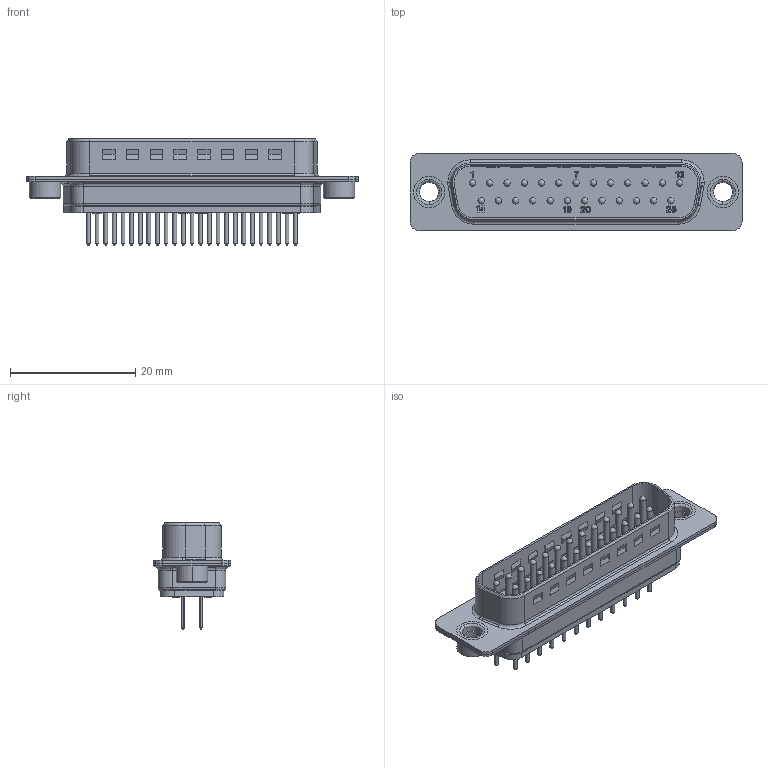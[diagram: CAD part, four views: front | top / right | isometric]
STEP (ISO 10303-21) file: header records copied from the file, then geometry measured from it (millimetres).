
FILE_DESCRIPTION((''),'2;1');
FILE_NAME('214111023.stp','2007-10-30T13:57:58',('martin.rickli'),(''),'Autodesk Inventor 9','Autodesk Inventor 9','');
FILE_SCHEMA(('AUTOMOTIVE_DESIGN { 1 0 10303 214 1 1 1 1 }'));
Length unit declared in the file: millimetre
Products named in the file (7): 052111; 00032a_25; R+B00056f; R+B00129a; R+B00125; R+B00108b_male; DE002596
Assembly tree (31 placements, depth 2):
  052111
    00032a_25
    R+B00056f  x25
    R+B00129a
    R+B00125
    R+B00108b_male  x2
    DE002596
Bounding box: 53.1 x 12.4 x 17 mm (x, y, z)
Volume: 2151.5 mm3; surface area: 6943.5 mm2
Topology: 31 solids, 31 shells, 4583 faces, 11333 edges, 6904 vertices
Faces by surface type: plane 3690, cylinder 428, bspline 256, cone 162, sphere 25, torus 22
Entity records: 35461 total; most frequent: CARTESIAN_POINT 12420, ORIENTED_EDGE 4904, DIRECTION 4550, EDGE_CURVE 2452, VERTEX_POINT 1593, AXIS2_PLACEMENT_3D 1531, VECTOR 1488, LINE 1488
